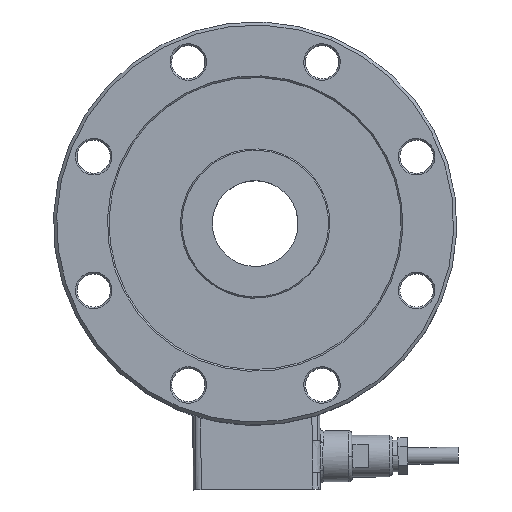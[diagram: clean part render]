
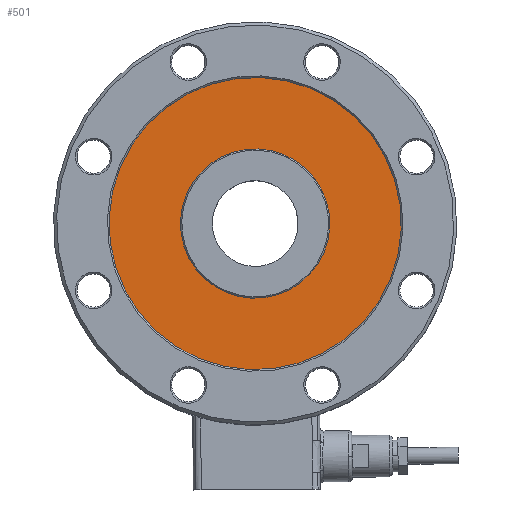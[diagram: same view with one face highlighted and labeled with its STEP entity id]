
A CAD part, top view. The second image highlights one B-rep face of the part: STEP entity #501.
In plain terms, the highlighted planar face has unit normal (0, 0, 1).
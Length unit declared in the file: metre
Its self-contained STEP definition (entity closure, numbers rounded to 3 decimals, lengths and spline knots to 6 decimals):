
#501=ADVANCED_FACE('0:9729',(#1239,#1240),#1241,.T.);
#1239=FACE_OUTER_BOUND('',#2331,.T.);
#1240=FACE_BOUND('',#2332,.T.);
#1241=PLANE('',#2333);
#2331=EDGE_LOOP('',(#4107,#4108));
#2332=EDGE_LOOP('',(#4109,#4110));
#2333=AXIS2_PLACEMENT_3D('',#4111,#4112,#4113);
#4107=ORIENTED_EDGE('',*,*,#6588,.F.);
#4108=ORIENTED_EDGE('',*,*,#6614,.F.);
#4109=ORIENTED_EDGE('',*,*,#6615,.T.);
#4110=ORIENTED_EDGE('',*,*,#6616,.T.);
#4111=CARTESIAN_POINT('',(0.07683,0.090627,0.016338));
#4112=DIRECTION('',(0.,0.,1.0));
#4113=DIRECTION('',(0.924,-0.383,0.));
#6588=EDGE_CURVE('0:10461',#8020,#8018,#8022,.T.);
#6614=EDGE_CURVE('',#8018,#8020,#8059,.T.);
#6615=EDGE_CURVE('0:10464',#8060,#8061,#8062,.T.);
#6616=EDGE_CURVE('',#8061,#8060,#8063,.T.);
#8018=VERTEX_POINT('',#10325);
#8020=VERTEX_POINT('',#10328);
#8022=CIRCLE('',#10331,0.046);
#8059=CIRCLE('',#10393,0.046);
#8060=VERTEX_POINT('',#10394);
#8061=VERTEX_POINT('',#10395);
#8062=CIRCLE('',#10396,0.0235);
#8063=CIRCLE('',#10397,0.0235);
#10325=CARTESIAN_POINT('',(0.072525,0.080233,0.016338));
#10328=CARTESIAN_POINT('',(0.107731,0.16523,0.016338));
#10331=AXIS2_PLACEMENT_3D('',#11933,#11934,#11935);
#10393=AXIS2_PLACEMENT_3D('',#11955,#11956,#11957);
#10394=CARTESIAN_POINT('',(0.099121,0.144443,0.016338));
#10395=CARTESIAN_POINT('',(0.081135,0.101021,0.016338));
#10396=AXIS2_PLACEMENT_3D('',#11958,#11959,#11960);
#10397=AXIS2_PLACEMENT_3D('',#11961,#11962,#11963);
#11933=CARTESIAN_POINT('',(0.090128,0.122732,0.016338));
#11934=DIRECTION('',(0.,0.,-1.0));
#11935=DIRECTION('',(-0.383,-0.924,0.));
#11955=CARTESIAN_POINT('',(0.090128,0.122732,0.016338));
#11956=DIRECTION('',(0.,0.,-1.0));
#11957=DIRECTION('',(-0.383,-0.924,0.));
#11958=CARTESIAN_POINT('',(0.090128,0.122732,0.016338));
#11959=DIRECTION('',(0.,0.,-1.0));
#11960=DIRECTION('',(-0.383,-0.924,0.));
#11961=CARTESIAN_POINT('',(0.090128,0.122732,0.016338));
#11962=DIRECTION('',(0.,0.,-1.0));
#11963=DIRECTION('',(-0.383,-0.924,0.));
